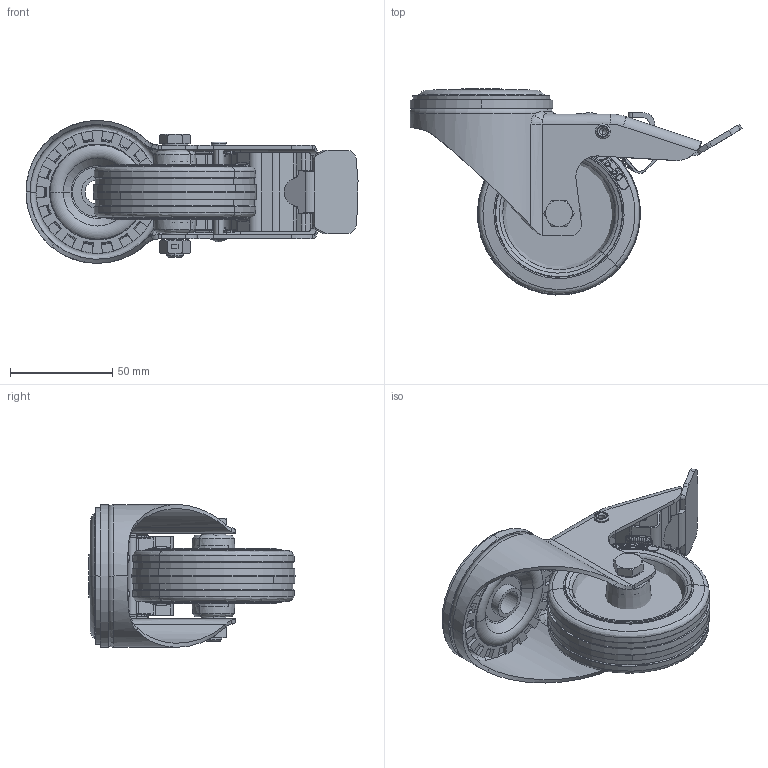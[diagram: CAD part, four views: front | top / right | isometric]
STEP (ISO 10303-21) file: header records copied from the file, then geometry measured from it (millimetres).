
FILE_DESCRIPTION (( 'STEP AP214' ), '1' );
FILE_NAME ('0055989.step', '2023-12-08T09:14:00', ( '' ), ( '' ), 'SwSTEP 2.0', 'SolidWorks 2020', '' );
FILE_SCHEMA (( 'AUTOMOTIVE_DESIGN' ));
Length unit declared in the file: millimetre
Products named in the file (1): 0055989
Bounding box: 162.71 x 100.97 x 70 mm (x, y, z)
Volume: 154496.3 mm3; surface area: 109018.5 mm2
Topology: 23 solids, 25 shells, 1406 faces, 3576 edges, 2208 vertices
Faces by surface type: plane 442, cylinder 362, bspline 313, torus 149, cone 136, sphere 4
Entity records: 72522 total; most frequent: CARTESIAN_POINT 24609, ORIENTED_EDGE 7084, DIRECTION 6316, EDGE_CURVE 3542, AXIS2_PLACEMENT_3D 2432, VERTEX_POINT 2208, EDGE_LOOP 1490, LINE 1452
